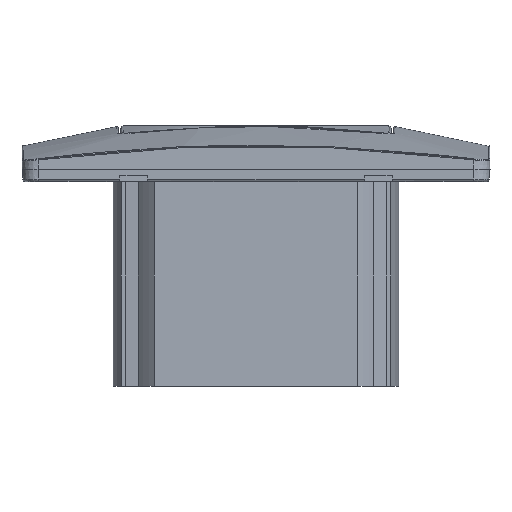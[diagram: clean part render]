
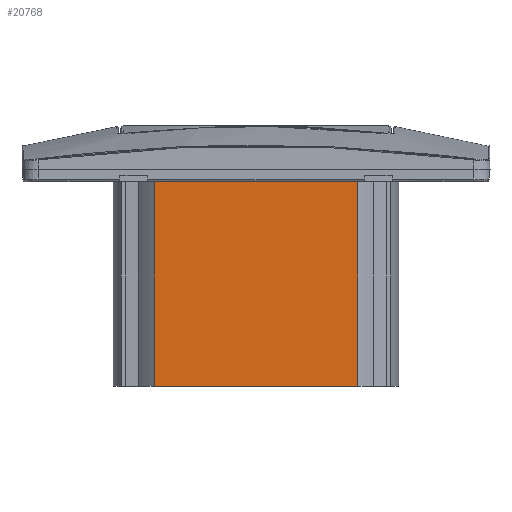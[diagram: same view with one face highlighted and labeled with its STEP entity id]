
A CAD part, front view. The second image highlights one B-rep face of the part: STEP entity #20768.
In plain terms, the highlighted planar face has unit normal (0, -1, 0).
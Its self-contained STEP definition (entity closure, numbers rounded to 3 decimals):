
#13 = EDGE_LOOP ( 'NONE', ( #2807, #6396, #22620, #8655 ) ) ;
#250 = LINE ( 'NONE', #15440, #1912 ) ;
#1529 = CARTESIAN_POINT ( 'NONE',  ( 18.665, -21.794, 0. ) ) ;
#1653 = EDGE_CURVE ( 'NONE', #2539, #13103, #250, .T. ) ;
#1663 = LINE ( 'NONE', #28394, #27135 ) ;
#1912 = VECTOR ( 'NONE', #18208, 1000. ) ;
#2539 = VERTEX_POINT ( 'NONE', #13275 ) ;
#2807 = ORIENTED_EDGE ( 'NONE', *, *, #28463, .T. ) ;
#3578 = FACE_OUTER_BOUND ( 'NONE', #13, .T. ) ;
#6396 = ORIENTED_EDGE ( 'NONE', *, *, #24000, .T. ) ;
#7147 = AXIS2_PLACEMENT_3D ( 'NONE', #14257, #23005, #7831 ) ;
#7541 = PLANE ( 'NONE',  #7147 ) ;
#7831 = DIRECTION ( 'NONE',  ( -1., 0., 0. ) ) ;
#8468 = VERTEX_POINT ( 'NONE', #18551 ) ;
#8655 = ORIENTED_EDGE ( 'NONE', *, *, #15918, .F. ) ;
#9317 = CARTESIAN_POINT ( 'NONE',  ( -18.665, -21.794, 0. ) ) ;
#13103 = VERTEX_POINT ( 'NONE', #15670 ) ;
#13275 = CARTESIAN_POINT ( 'NONE',  ( 18.665, -21.794, -37.6 ) ) ;
#14257 = CARTESIAN_POINT ( 'NONE',  ( 18.665, -21.794, 8. ) ) ;
#15440 = CARTESIAN_POINT ( 'NONE',  ( 18.665, -21.794, -37.6 ) ) ;
#15670 = CARTESIAN_POINT ( 'NONE',  ( -18.665, -21.794, -37.6 ) ) ;
#15918 = EDGE_CURVE ( 'NONE', #16761, #2539, #1663, .T. ) ;
#16761 = VERTEX_POINT ( 'NONE', #1529 ) ;
#17862 = CARTESIAN_POINT ( 'NONE',  ( -18.665, -21.794, 0. ) ) ;
#18158 = LINE ( 'NONE', #17862, #23092 ) ;
#18208 = DIRECTION ( 'NONE',  ( -1., 0., 0. ) ) ;
#18551 = CARTESIAN_POINT ( 'NONE',  ( -18.665, -21.794, 0. ) ) ;
#19053 = DIRECTION ( 'NONE',  ( 0., 0., -1. ) ) ;
#20768 = ADVANCED_FACE ( 'NONE', ( #3578 ), #7541, .T. ) ;
#22620 = ORIENTED_EDGE ( 'NONE', *, *, #1653, .F. ) ;
#23005 = DIRECTION ( 'NONE',  ( 0., -1., 0. ) ) ;
#23023 = LINE ( 'NONE', #9317, #26964 ) ;
#23092 = VECTOR ( 'NONE', #24435, 1000. ) ;
#24000 = EDGE_CURVE ( 'NONE', #8468, #13103, #18158, .T. ) ;
#24435 = DIRECTION ( 'NONE',  ( 0., 0., -1. ) ) ;
#24937 = DIRECTION ( 'NONE',  ( -1., 0., 0. ) ) ;
#26964 = VECTOR ( 'NONE', #24937, 1000. ) ;
#27135 = VECTOR ( 'NONE', #19053, 1000. ) ;
#28394 = CARTESIAN_POINT ( 'NONE',  ( 18.665, -21.794, 0. ) ) ;
#28463 = EDGE_CURVE ( 'NONE', #16761, #8468, #23023, .T. ) ;
